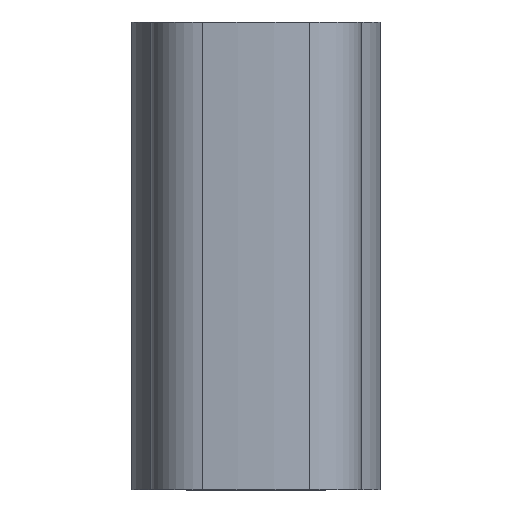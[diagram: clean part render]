
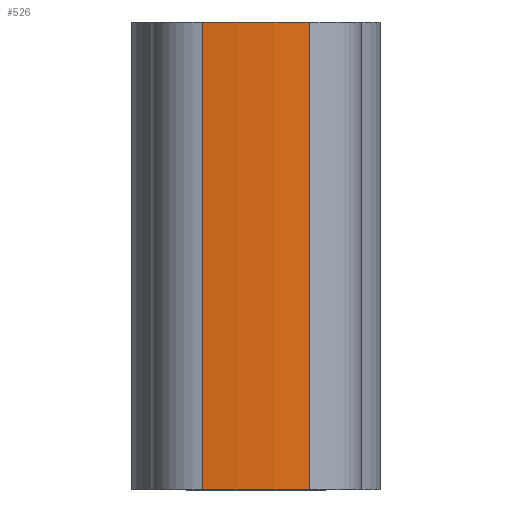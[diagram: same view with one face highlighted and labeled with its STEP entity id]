
A CAD part, top view. The second image highlights one B-rep face of the part: STEP entity #526.
In plain terms, the highlighted cylindrical face has radius 11.475 mm (diameter 22.95 mm), a partial arc.
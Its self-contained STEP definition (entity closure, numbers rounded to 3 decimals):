
#499=AXIS2_PLACEMENT_3D('Cylinder Axis2P3D',#496,#497,#498) ;
#503=AXIS2_PLACEMENT_3D('Circle Axis2P3D',#501,#502,$) ;
#517=AXIS2_PLACEMENT_3D('Circle Axis2P3D',#515,#516,$) ;
#473=CARTESIAN_POINT('Vertex',(4.571,12.,7.417)) ;
#476=CARTESIAN_POINT('Line Origine',(4.571,6.,7.417)) ;
#480=CARTESIAN_POINT('Vertex',(4.571,0.,7.417)) ;
#496=CARTESIAN_POINT('Axis2P3D Location',(3.19,6.,-3.975)) ;
#501=CARTESIAN_POINT('Axis2P3D Location',(3.19,12.,-3.975)) ;
#505=CARTESIAN_POINT('Vertex',(1.81,12.,7.417)) ;
#508=CARTESIAN_POINT('Line Origine',(1.81,6.,7.417)) ;
#512=CARTESIAN_POINT('Vertex',(1.81,0.,7.417)) ;
#515=CARTESIAN_POINT('Axis2P3D Location',(3.19,0.,-3.975)) ;
#477=DIRECTION('Vector Direction',(0.,-1.,0.)) ;
#497=DIRECTION('Axis2P3D Direction',(0.,-1.,0.)) ;
#498=DIRECTION('Axis2P3D XDirection',(0.12,0.,0.993)) ;
#502=DIRECTION('Axis2P3D Direction',(0.,-1.,0.)) ;
#509=DIRECTION('Vector Direction',(0.,-1.,0.)) ;
#516=DIRECTION('Axis2P3D Direction',(0.,-1.,0.)) ;
#478=VECTOR('Line Direction',#477,1.) ;
#510=VECTOR('Line Direction',#509,1.) ;
#521=ORIENTED_EDGE('',*,*,#482,.F.) ;
#522=ORIENTED_EDGE('',*,*,#507,.T.) ;
#523=ORIENTED_EDGE('',*,*,#514,.T.) ;
#524=ORIENTED_EDGE('',*,*,#519,.F.) ;
#526=ADVANCED_FACE('S3D - gedreht',(#525),#500,.T.) ;
#504=CIRCLE('generated circle',#503,11.475) ;
#518=CIRCLE('generated circle',#517,11.475) ;
#500=CYLINDRICAL_SURFACE('generated cylinder',#499,11.475) ;
#482=EDGE_CURVE('',#474,#481,#479,.T.) ;
#507=EDGE_CURVE('',#474,#506,#504,.T.) ;
#514=EDGE_CURVE('',#506,#513,#511,.T.) ;
#519=EDGE_CURVE('',#481,#513,#518,.T.) ;
#520=EDGE_LOOP('',(#521,#522,#523,#524)) ;
#525=FACE_OUTER_BOUND('',#520,.T.) ;
#479=LINE('Line',#476,#478) ;
#511=LINE('Line',#508,#510) ;
#474=VERTEX_POINT('',#473) ;
#481=VERTEX_POINT('',#480) ;
#506=VERTEX_POINT('',#505) ;
#513=VERTEX_POINT('',#512) ;
